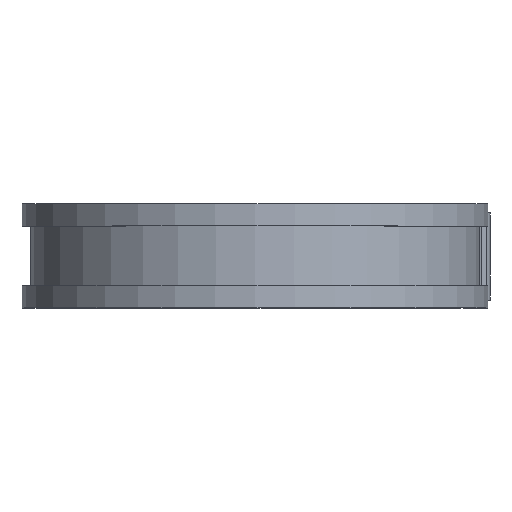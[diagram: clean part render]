
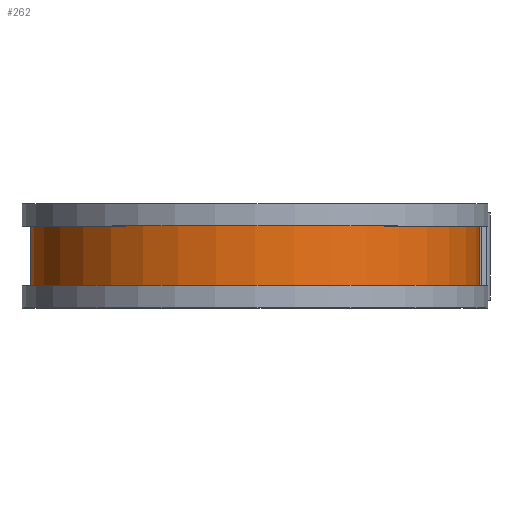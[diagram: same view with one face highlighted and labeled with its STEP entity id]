
A CAD part, top view. The second image highlights one B-rep face of the part: STEP entity #262.
In plain terms, the highlighted cylindrical face has radius 40.843 mm (diameter 81.686 mm), a partial arc.
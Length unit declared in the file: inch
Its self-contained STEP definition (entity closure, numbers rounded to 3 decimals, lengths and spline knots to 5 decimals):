
#28 = FACE_OUTER_BOUND ( 'NONE', #1556, .T. ) ;
#47 = CARTESIAN_POINT ( 'NONE',  ( 0., 0.3125, -1.608 ) ) ;
#108 = VERTEX_POINT ( 'NONE', #1547 ) ;
#117 = CARTESIAN_POINT ( 'NONE',  ( 1.608, -0.2125, 0. ) ) ;
#183 = CYLINDRICAL_SURFACE ( 'NONE', #1379, 1.608 ) ;
#262 = ADVANCED_FACE ( 'NONE', ( #28 ), #183, .T. ) ;
#283 = ORIENTED_EDGE ( 'NONE', *, *, #908, .F. ) ;
#322 = VERTEX_POINT ( 'NONE', #787 ) ;
#344 = EDGE_CURVE ( 'NONE', #1590, #850, #1422, .T. ) ;
#366 = ORIENTED_EDGE ( 'NONE', *, *, #344, .F. ) ;
#441 = DIRECTION ( 'NONE',  ( 0., -1., 0. ) ) ;
#466 = CARTESIAN_POINT ( 'NONE',  ( 0., -0.2125, 0. ) ) ;
#625 = CARTESIAN_POINT ( 'NONE',  ( 0., 0.3125, 0. ) ) ;
#787 = CARTESIAN_POINT ( 'NONE',  ( 0., 0.2125, -1.608 ) ) ;
#825 = DIRECTION ( 'NONE',  ( 0., 0., -1. ) ) ;
#846 = CARTESIAN_POINT ( 'NONE',  ( 1.608, 0.3125, 0. ) ) ;
#850 = VERTEX_POINT ( 'NONE', #117 ) ;
#895 = DIRECTION ( 'NONE',  ( 0., -1., 0. ) ) ;
#908 = EDGE_CURVE ( 'NONE', #850, #108, #1344, .T. ) ;
#962 = AXIS2_PLACEMENT_3D ( 'NONE', #1656, #895, #1670 ) ;
#993 = DIRECTION ( 'NONE',  ( 0., -1., 0. ) ) ;
#995 = DIRECTION ( 'NONE',  ( 0., -1., 0. ) ) ;
#1109 = AXIS2_PLACEMENT_3D ( 'NONE', #466, #995, #825 ) ;
#1113 = VECTOR ( 'NONE', #441, 39.37008 ) ;
#1115 = DIRECTION ( 'NONE',  ( 0., 0., -1. ) ) ;
#1117 = EDGE_CURVE ( 'NONE', #1590, #322, #1295, .T. ) ;
#1186 = LINE ( 'NONE', #47, #1598 ) ;
#1295 = CIRCLE ( 'NONE', #962, 1.608 ) ;
#1344 = CIRCLE ( 'NONE', #1109, 1.608 ) ;
#1379 = AXIS2_PLACEMENT_3D ( 'NONE', #625, #993, #1115 ) ;
#1422 = LINE ( 'NONE', #846, #1113 ) ;
#1514 = DIRECTION ( 'NONE',  ( 0., -1., 0. ) ) ;
#1532 = EDGE_CURVE ( 'NONE', #322, #108, #1186, .T. ) ;
#1536 = CARTESIAN_POINT ( 'NONE',  ( 1.608, 0.2125, 0. ) ) ;
#1547 = CARTESIAN_POINT ( 'NONE',  ( 0., -0.2125, -1.608 ) ) ;
#1556 = EDGE_LOOP ( 'NONE', ( #366, #1593, #1634, #283 ) ) ;
#1590 = VERTEX_POINT ( 'NONE', #1536 ) ;
#1593 = ORIENTED_EDGE ( 'NONE', *, *, #1117, .T. ) ;
#1598 = VECTOR ( 'NONE', #1514, 39.37008 ) ;
#1634 = ORIENTED_EDGE ( 'NONE', *, *, #1532, .T. ) ;
#1656 = CARTESIAN_POINT ( 'NONE',  ( 0., 0.2125, 0. ) ) ;
#1670 = DIRECTION ( 'NONE',  ( 0., 0., -1. ) ) ;
